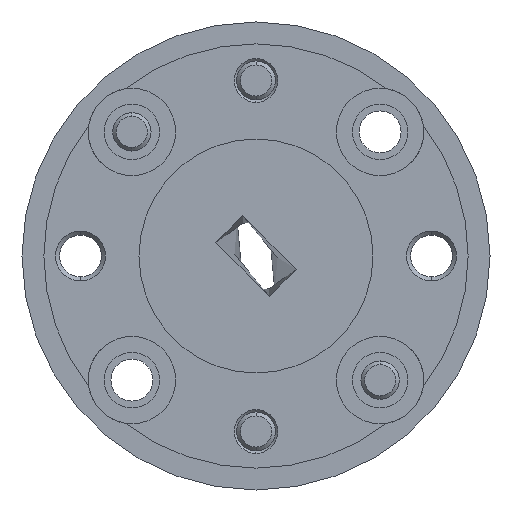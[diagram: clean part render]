
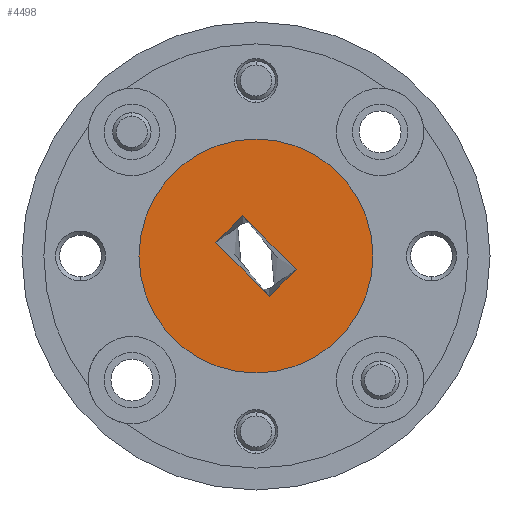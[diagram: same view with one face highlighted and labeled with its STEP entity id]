
A CAD part, left-side view. The second image highlights one B-rep face of the part: STEP entity #4498.
In plain terms, the highlighted planar face has unit normal (-1, 0, 0).
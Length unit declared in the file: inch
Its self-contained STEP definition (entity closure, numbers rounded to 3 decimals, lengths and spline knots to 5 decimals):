
#104 = DIRECTION ( 'NONE',  ( 0., 0., 1. ) ) ;
#821 = VERTEX_POINT ( 'NONE', #5171 ) ;
#871 = EDGE_CURVE ( 'NONE', #2356, #6994, #1187, .T. ) ;
#939 = VECTOR ( 'NONE', #5621, 39.37008 ) ;
#1187 = LINE ( 'NONE', #7471, #4270 ) ;
#1225 = FACE_BOUND ( 'NONE', #7215, .T. ) ;
#1689 = DIRECTION ( 'NONE',  ( 0., 0., 1. ) ) ;
#1798 = CIRCLE ( 'NONE', #6020, 0.1875 ) ;
#1838 = FACE_OUTER_BOUND ( 'NONE', #6504, .T. ) ;
#2082 = VECTOR ( 'NONE', #3113, 39.37008 ) ;
#2277 = VECTOR ( 'NONE', #4959, 39.37008 ) ;
#2285 = VERTEX_POINT ( 'NONE', #5123 ) ;
#2356 = VERTEX_POINT ( 'NONE', #4786 ) ;
#2537 = CARTESIAN_POINT ( 'NONE',  ( -2.20102, -0.06908, 0.93115 ) ) ;
#2654 = DIRECTION ( 'NONE',  ( -1., 0., 0. ) ) ;
#2690 = LINE ( 'NONE', #7328, #2277 ) ;
#2814 = CARTESIAN_POINT ( 'NONE',  ( -2.20102, -0.02595, 1.06055 ) ) ;
#2936 = EDGE_CURVE ( 'NONE', #2285, #3885, #4865, .T. ) ;
#3040 = EDGE_CURVE ( 'NONE', #821, #3676, #6150, .T. ) ;
#3113 = DIRECTION ( 'NONE',  ( 0., 0.707, -0.707 ) ) ;
#3127 = DIRECTION ( 'NONE',  ( 1., 0., 0. ) ) ;
#3157 = EDGE_CURVE ( 'NONE', #3676, #821, #1798, .T. ) ;
#3160 = EDGE_CURVE ( 'NONE', #3885, #2356, #2690, .T. ) ;
#3190 = ORIENTED_EDGE ( 'NONE', *, *, #3160, .F. ) ;
#3431 = EDGE_CURVE ( 'NONE', #6994, #2285, #3672, .T. ) ;
#3509 = DIRECTION ( 'NONE',  ( 0., 0.707, 0.707 ) ) ;
#3672 = LINE ( 'NONE', #4811, #2082 ) ;
#3676 = VERTEX_POINT ( 'NONE', #6312 ) ;
#3885 = VERTEX_POINT ( 'NONE', #2537 ) ;
#4145 = PLANE ( 'NONE',  #4689 ) ;
#4270 = VECTOR ( 'NONE', #3509, 39.37008 ) ;
#4374 = DIRECTION ( 'NONE',  ( 0., 0., 1. ) ) ;
#4468 = ORIENTED_EDGE ( 'NONE', *, *, #2936, .F. ) ;
#4498 = ADVANCED_FACE ( 'NONE', ( #1225, #1838 ), #4145, .F. ) ;
#4689 = AXIS2_PLACEMENT_3D ( 'NONE', #7223, #3127, #104 ) ;
#4786 = CARTESIAN_POINT ( 'NONE',  ( -2.20102, -0.11222, 0.97428 ) ) ;
#4811 = CARTESIAN_POINT ( 'NONE',  ( -2.20102, 0.01718, 1.01741 ) ) ;
#4865 = LINE ( 'NONE', #5477, #939 ) ;
#4959 = DIRECTION ( 'NONE',  ( 0., -0.707, 0.707 ) ) ;
#4996 = CARTESIAN_POINT ( 'NONE',  ( -2.20102, -0.04752, 0.99585 ) ) ;
#5123 = CARTESIAN_POINT ( 'NONE',  ( -2.20102, 0.01718, 1.01741 ) ) ;
#5171 = CARTESIAN_POINT ( 'NONE',  ( -2.20102, -0.04752, 1.18335 ) ) ;
#5337 = ORIENTED_EDGE ( 'NONE', *, *, #3157, .T. ) ;
#5477 = CARTESIAN_POINT ( 'NONE',  ( -2.20102, 0.01718, 1.01741 ) ) ;
#5583 = DIRECTION ( 'NONE',  ( -1., 0., 0. ) ) ;
#5621 = DIRECTION ( 'NONE',  ( 0., -0.707, -0.707 ) ) ;
#6020 = AXIS2_PLACEMENT_3D ( 'NONE', #4996, #2654, #4374 ) ;
#6043 = ORIENTED_EDGE ( 'NONE', *, *, #3040, .T. ) ;
#6062 = ORIENTED_EDGE ( 'NONE', *, *, #871, .F. ) ;
#6150 = CIRCLE ( 'NONE', #7137, 0.1875 ) ;
#6312 = CARTESIAN_POINT ( 'NONE',  ( -2.20102, -0.04752, 0.80835 ) ) ;
#6504 = EDGE_LOOP ( 'NONE', ( #6043, #5337 ) ) ;
#6849 = ORIENTED_EDGE ( 'NONE', *, *, #3431, .F. ) ;
#6994 = VERTEX_POINT ( 'NONE', #2814 ) ;
#7137 = AXIS2_PLACEMENT_3D ( 'NONE', #7385, #5583, #1689 ) ;
#7215 = EDGE_LOOP ( 'NONE', ( #6849, #6062, #3190, #4468 ) ) ;
#7223 = CARTESIAN_POINT ( 'NONE',  ( -2.20102, 0.32748, 0.99585 ) ) ;
#7328 = CARTESIAN_POINT ( 'NONE',  ( -2.20102, -0.06908, 0.93115 ) ) ;
#7385 = CARTESIAN_POINT ( 'NONE',  ( -2.20102, -0.04752, 0.99585 ) ) ;
#7471 = CARTESIAN_POINT ( 'NONE',  ( -2.20102, -0.02595, 1.06055 ) ) ;
